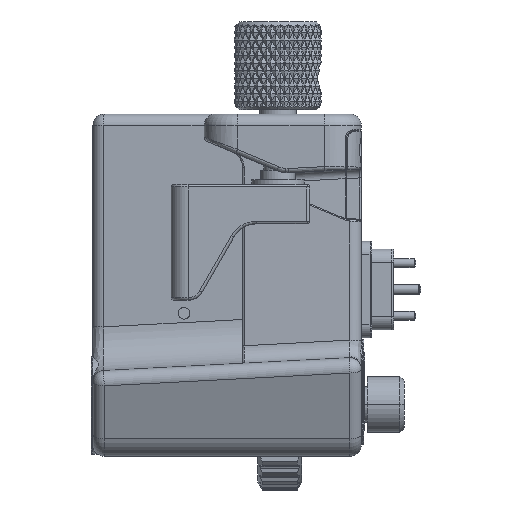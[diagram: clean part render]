
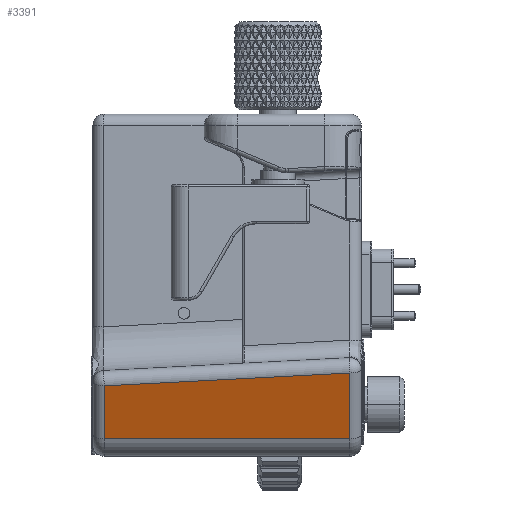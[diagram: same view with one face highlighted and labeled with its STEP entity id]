
A CAD part, front view. The second image highlights one B-rep face of the part: STEP entity #3391.
In plain terms, the highlighted planar face has unit normal (0, -0.94, -0.342).
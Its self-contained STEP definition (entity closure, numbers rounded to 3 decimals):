
#734 = CARTESIAN_POINT ( 'NONE',  ( -42.8, -22.404, -1.915 ) ) ;
#3391 = ADVANCED_FACE ( 'NONE', ( #55245 ), #65552, .F. ) ;
#8523 = AXIS2_PLACEMENT_3D ( 'NONE', #98662, #109744, #43855 ) ;
#10446 = CARTESIAN_POINT ( 'NONE',  ( -70.8, -21.869, -3.382 ) ) ;
#10725 = CARTESIAN_POINT ( 'NONE',  ( -72.665, -21.834, -3.48 ) ) ;
#15542 = VERTEX_POINT ( 'NONE', #75330 ) ;
#21728 = DIRECTION ( 'NONE',  ( -0.998, 0.019, -0.052 ) ) ;
#31618 = VECTOR ( 'NONE', #67335, 1000. ) ;
#37219 = DIRECTION ( 'NONE',  ( 1., 0., 0. ) ) ;
#43855 = DIRECTION ( 'NONE',  ( 0., -0.342, 0.94 ) ) ;
#50039 = ORIENTED_EDGE ( 'NONE', *, *, #98677, .T. ) ;
#55245 = FACE_OUTER_BOUND ( 'NONE', #81370, .T. ) ;
#58865 = VERTEX_POINT ( 'NONE', #10446 ) ;
#61065 = ORIENTED_EDGE ( 'NONE', *, *, #132376, .T. ) ;
#65552 = PLANE ( 'NONE',  #8523 ) ;
#67335 = DIRECTION ( 'NONE',  ( 0., -0.342, 0.94 ) ) ;
#69579 = LINE ( 'NONE', #125190, #127997 ) ;
#72561 = VECTOR ( 'NONE', #97953, 1000. ) ;
#75330 = CARTESIAN_POINT ( 'NONE',  ( -42.8, -19.67, -9.426 ) ) ;
#80320 = VECTOR ( 'NONE', #21728, 1000. ) ;
#80939 = ORIENTED_EDGE ( 'NONE', *, *, #120234, .T. ) ;
#81370 = EDGE_LOOP ( 'NONE', ( #61065, #82153, #50039, #80939 ) ) ;
#82153 = ORIENTED_EDGE ( 'NONE', *, *, #133164, .T. ) ;
#82699 = VERTEX_POINT ( 'NONE', #133819 ) ;
#90091 = LINE ( 'NONE', #131219, #31618 ) ;
#97953 = DIRECTION ( 'NONE',  ( 0., 0.342, -0.94 ) ) ;
#98662 = CARTESIAN_POINT ( 'NONE',  ( -72.1, -18.369, -13. ) ) ;
#98677 = EDGE_CURVE ( 'NONE', #118477, #58865, #106182, .T. ) ;
#106182 = LINE ( 'NONE', #10725, #80320 ) ;
#109744 = DIRECTION ( 'NONE',  ( 0., 0.94, 0.342 ) ) ;
#118477 = VERTEX_POINT ( 'NONE', #734 ) ;
#120234 = EDGE_CURVE ( 'NONE', #58865, #82699, #130991, .T. ) ;
#125190 = CARTESIAN_POINT ( 'NONE',  ( -41.5, -19.67, -9.426 ) ) ;
#127997 = VECTOR ( 'NONE', #37219, 1000. ) ;
#130991 = LINE ( 'NONE', #142089, #72561 ) ;
#131219 = CARTESIAN_POINT ( 'NONE',  ( -42.8, -22.565, -1.47 ) ) ;
#132376 = EDGE_CURVE ( 'NONE', #82699, #15542, #69579, .T. ) ;
#133164 = EDGE_CURVE ( 'NONE', #15542, #118477, #90091, .T. ) ;
#133819 = CARTESIAN_POINT ( 'NONE',  ( -70.8, -19.67, -9.426 ) ) ;
#142089 = CARTESIAN_POINT ( 'NONE',  ( -70.8, -19.67, -9.426 ) ) ;
